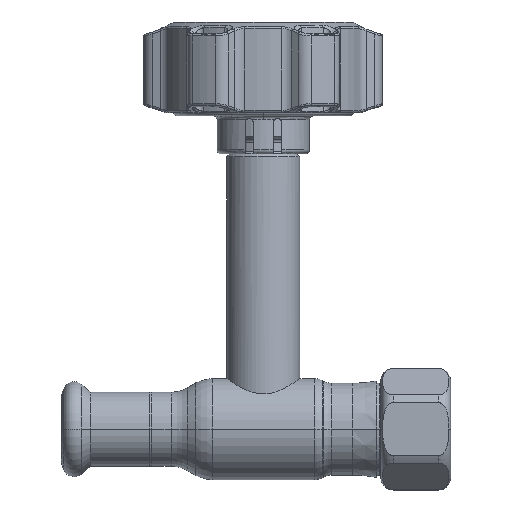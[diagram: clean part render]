
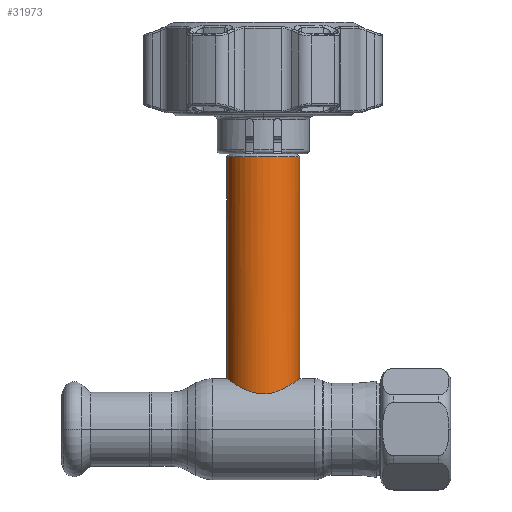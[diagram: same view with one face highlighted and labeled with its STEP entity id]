
A CAD part, top view. The second image highlights one B-rep face of the part: STEP entity #31973.
In plain terms, the highlighted cylindrical face has radius 9 mm (diameter 18 mm), a partial arc.
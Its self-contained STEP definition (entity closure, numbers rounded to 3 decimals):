
#1151 = CARTESIAN_POINT ( 'NONE',  ( -4.05, 9.561, 8.058 ) ) ;
#1267 = CARTESIAN_POINT ( 'NONE',  ( -9., 67.169, 0. ) ) ;
#1518 = CARTESIAN_POINT ( 'NONE',  ( -6.736, 10.978, 5.996 ) ) ;
#1887 = CARTESIAN_POINT ( 'NONE',  ( 8.921, 12.443, 1.229 ) ) ;
#1995 = ORIENTED_EDGE ( 'NONE', *, *, #19319, .T. ) ;
#2109 = EDGE_CURVE ( 'NONE', #12834, #7654, #15726, .T. ) ;
#2650 = CARTESIAN_POINT ( 'NONE',  ( 4.793, 9.909, 7.623 ) ) ;
#3875 = EDGE_CURVE ( 'NONE', #27784, #6175, #15079, .T. ) ;
#3932 = CARTESIAN_POINT ( 'NONE',  ( -9., 12.5, 0.621 ) ) ;
#5023 = CARTESIAN_POINT ( 'NONE',  ( 7.268, 11.316, 5.316 ) ) ;
#5567 = CARTESIAN_POINT ( 'NONE',  ( 9., 12.5, 0.306 ) ) ;
#5608 = CIRCLE ( 'NONE', #29219, 9. ) ;
#5668 = CARTESIAN_POINT ( 'NONE',  ( 9., 67.169, 0. ) ) ;
#6175 = VERTEX_POINT ( 'NONE', #23808 ) ;
#6702 = CARTESIAN_POINT ( 'NONE',  ( -7.101, 11.208, 5.56 ) ) ;
#7055 = CARTESIAN_POINT ( 'NONE',  ( -8.676, 12.268, 2.414 ) ) ;
#7418 = CARTESIAN_POINT ( 'NONE',  ( -8.494, 12.14, 2.992 ) ) ;
#7654 = VERTEX_POINT ( 'NONE', #19797 ) ;
#7788 = CARTESIAN_POINT ( 'NONE',  ( 6.731, 10.979, 5.981 ) ) ;
#7976 = CARTESIAN_POINT ( 'NONE',  ( 5.931, 10.503, 6.794 ) ) ;
#9455 = CARTESIAN_POINT ( 'NONE',  ( -8.156, 11.907, 3.816 ) ) ;
#9639 = CARTESIAN_POINT ( 'NONE',  ( -2.114, 8.924, 8.753 ) ) ;
#9828 = CARTESIAN_POINT ( 'NONE',  ( -9., 12.5, 0. ) ) ;
#9928 = CARTESIAN_POINT ( 'NONE',  ( -9., 0., 0. ) ) ;
#10355 = DIRECTION ( 'NONE',  ( -1., 0., 0. ) ) ;
#10567 = CARTESIAN_POINT ( 'NONE',  ( 1.53, 8.804, 8.874 ) ) ;
#10752 = CARTESIAN_POINT ( 'NONE',  ( 9., 12.5, 0. ) ) ;
#11750 = EDGE_LOOP ( 'NONE', ( #27992, #1995, #24281, #25526 ) ) ;
#12438 = CARTESIAN_POINT ( 'NONE',  ( -2.97, 9.165, 8.501 ) ) ;
#12536 = AXIS2_PLACEMENT_3D ( 'NONE', #24398, #13308, #10355 ) ;
#12793 = CARTESIAN_POINT ( 'NONE',  ( -3.248, 9.26, 8.398 ) ) ;
#12834 = VERTEX_POINT ( 'NONE', #5668 ) ;
#13308 = DIRECTION ( 'NONE',  ( 0., -1., 0. ) ) ;
#13336 = CARTESIAN_POINT ( 'NONE',  ( 4.046, 9.569, 8.044 ) ) ;
#13519 = CARTESIAN_POINT ( 'NONE',  ( 9., 0., 0. ) ) ;
#13523 = CARTESIAN_POINT ( 'NONE',  ( 0.312, 8.675, 9. ) ) ;
#13704 = CARTESIAN_POINT ( 'NONE',  ( -0.301, 8.674, 9. ) ) ;
#13882 = CARTESIAN_POINT ( 'NONE',  ( 2.419, 8.987, 8.69 ) ) ;
#15079 = LINE ( 'NONE', #9928, #23430 ) ;
#15178 = CARTESIAN_POINT ( 'NONE',  ( -8.389, 12.068, 3.272 ) ) ;
#15362 = CARTESIAN_POINT ( 'NONE',  ( -1.224, 8.755, 8.922 ) ) ;
#15726 = LINE ( 'NONE', #13519, #32155 ) ;
#16087 = CARTESIAN_POINT ( 'NONE',  ( 8.874, 12.409, 1.533 ) ) ;
#16169 = B_SPLINE_CURVE_WITH_KNOTS ( 'NONE', 3,
 ( #9828, #3932, #34740, #21291, #7055, #7418, #15178, #9455, #31982, #18312, #29592, #6702, #1518, #17961, #18677, #26481, #1151, #12793, #12438, #34912, #9639, #29418, #15362, #21834, #13704, #13523, #30875, #30510, #10567, #13882, #25170, #16472, #13336, #33076, #2650, #36359, #7976, #24429, #7788, #35611, #5023, #24996, #36179, #33259, #27764, #16087, #1887, #19235, #5567, #10752 ),
 .UNSPECIFIED., .F., .F.,
 ( 4, 2, 2, 2, 2, 2, 2, 2, 2, 2, 2, 2, 2, 2, 2, 2, 2, 2, 2, 2, 2, 2, 2, 2, 4 ),
 ( 0., 0.002, 0.003, 0.004, 0.005, 0.006, 0.007, 0.009, 0.011, 0.012, 0.013, 0.014, 0.015, 0.016, 0.017, 0.018, 0.019, 0.02, 0.022, 0.023, 0.024, 0.026, 0.028, 0.028, 0.029 ),
 .UNSPECIFIED. ) ;
#16472 = CARTESIAN_POINT ( 'NONE',  ( 3.784, 9.461, 8.171 ) ) ;
#17961 = CARTESIAN_POINT ( 'NONE',  ( -5.93, 10.503, 6.793 ) ) ;
#18046 = DIRECTION ( 'NONE',  ( 0., -1., 0. ) ) ;
#18312 = CARTESIAN_POINT ( 'NONE',  ( -7.746, 11.629, 4.592 ) ) ;
#18677 = CARTESIAN_POINT ( 'NONE',  ( -5.487, 10.257, 7.156 ) ) ;
#19235 = CARTESIAN_POINT ( 'NONE',  ( 8.984, 12.489, 0.613 ) ) ;
#19319 = EDGE_CURVE ( 'NONE', #12834, #27784, #5608, .T. ) ;
#19797 = CARTESIAN_POINT ( 'NONE',  ( 9., 12.5, 0. ) ) ;
#21291 = CARTESIAN_POINT ( 'NONE',  ( -8.752, 12.323, 2.119 ) ) ;
#21344 = DIRECTION ( 'NONE',  ( 0., -1., 0. ) ) ;
#21834 = CARTESIAN_POINT ( 'NONE',  ( -0.611, 8.691, 8.985 ) ) ;
#23430 = VECTOR ( 'NONE', #18046, 1000. ) ;
#23808 = CARTESIAN_POINT ( 'NONE',  ( -9., 12.5, 0. ) ) ;
#24281 = ORIENTED_EDGE ( 'NONE', *, *, #3875, .T. ) ;
#24398 = CARTESIAN_POINT ( 'NONE',  ( 0., 0., 0. ) ) ;
#24429 = CARTESIAN_POINT ( 'NONE',  ( 6.537, 10.861, 6.192 ) ) ;
#24996 = CARTESIAN_POINT ( 'NONE',  ( 7.753, 11.632, 4.607 ) ) ;
#25170 = CARTESIAN_POINT ( 'NONE',  ( 2.98, 9.159, 8.512 ) ) ;
#25526 = ORIENTED_EDGE ( 'NONE', *, *, #34820, .T. ) ;
#26481 = CARTESIAN_POINT ( 'NONE',  ( -4.549, 9.787, 7.786 ) ) ;
#27357 = CYLINDRICAL_SURFACE ( 'NONE', #12536, 9. ) ;
#27764 = CARTESIAN_POINT ( 'NONE',  ( 8.688, 12.277, 2.426 ) ) ;
#27784 = VERTEX_POINT ( 'NONE', #1267 ) ;
#27992 = ORIENTED_EDGE ( 'NONE', *, *, #2109, .F. ) ;
#29054 = FACE_OUTER_BOUND ( 'NONE', #11750, .T. ) ;
#29219 = AXIS2_PLACEMENT_3D ( 'NONE', #30382, #21344, #29833 ) ;
#29418 = CARTESIAN_POINT ( 'NONE',  ( -1.525, 8.803, 8.875 ) ) ;
#29592 = CARTESIAN_POINT ( 'NONE',  ( -7.592, 11.527, 4.842 ) ) ;
#29833 = DIRECTION ( 'NONE',  ( -1., 0., 0. ) ) ;
#30382 = CARTESIAN_POINT ( 'NONE',  ( 0., 67.169, 0. ) ) ;
#30510 = CARTESIAN_POINT ( 'NONE',  ( 1.225, 8.756, 8.921 ) ) ;
#30875 = CARTESIAN_POINT ( 'NONE',  ( 0.617, 8.691, 8.984 ) ) ;
#31973 = ADVANCED_FACE ( 'NONE', ( #29054 ), #27357, .T. ) ;
#31982 = CARTESIAN_POINT ( 'NONE',  ( -8.027, 11.819, 4.08 ) ) ;
#32155 = VECTOR ( 'NONE', #32878, 1000. ) ;
#32878 = DIRECTION ( 'NONE',  ( 0., -1., 0. ) ) ;
#33076 = CARTESIAN_POINT ( 'NONE',  ( 4.551, 9.793, 7.77 ) ) ;
#33259 = CARTESIAN_POINT ( 'NONE',  ( 8.506, 12.148, 3. ) ) ;
#34740 = CARTESIAN_POINT ( 'NONE',  ( -8.936, 12.454, 1.228 ) ) ;
#34820 = EDGE_CURVE ( 'NONE', #6175, #7654, #16169, .T. ) ;
#34912 = CARTESIAN_POINT ( 'NONE',  ( -2.403, 8.997, 8.678 ) ) ;
#35611 = CARTESIAN_POINT ( 'NONE',  ( 7.096, 11.206, 5.543 ) ) ;
#36179 = CARTESIAN_POINT ( 'NONE',  ( 8.034, 11.823, 4.099 ) ) ;
#36359 = CARTESIAN_POINT ( 'NONE',  ( 5.496, 10.261, 7.15 ) ) ;
